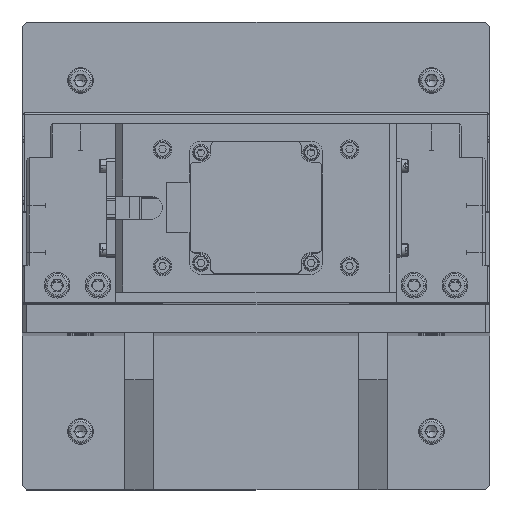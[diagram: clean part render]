
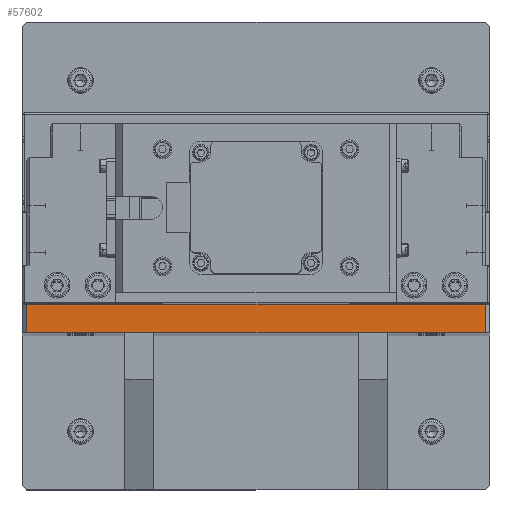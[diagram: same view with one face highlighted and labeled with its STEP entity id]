
A CAD part, top view. The second image highlights one B-rep face of the part: STEP entity #57602.
In plain terms, the highlighted planar face has unit normal (0, 0, 1).
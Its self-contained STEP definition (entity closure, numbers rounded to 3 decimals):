
#2212 = DIRECTION ( 'NONE',  ( 0., 0., -1. ) ) ;
#2297 = CARTESIAN_POINT ( 'NONE',  ( -98., 0., 299. ) ) ;
#4122 = EDGE_CURVE ( 'NONE', #27403, #7024, #20588, .T. ) ;
#5005 = EDGE_CURVE ( 'NONE', #31700, #27403, #29385, .T. ) ;
#5273 = LINE ( 'NONE', #8230, #30400 ) ;
#6562 = DIRECTION ( 'NONE',  ( 0., 1., 0. ) ) ;
#7024 = VERTEX_POINT ( 'NONE', #2297 ) ;
#7148 = DIRECTION ( 'NONE',  ( 0., 1., 0. ) ) ;
#8230 = CARTESIAN_POINT ( 'NONE',  ( -100., -12., 299. ) ) ;
#14556 = EDGE_LOOP ( 'NONE', ( #17038, #38513, #15297, #42683 ) ) ;
#15297 = ORIENTED_EDGE ( 'NONE', *, *, #46540, .F. ) ;
#17038 = ORIENTED_EDGE ( 'NONE', *, *, #4122, .T. ) ;
#17142 = DIRECTION ( 'NONE',  ( -1., 0., 0. ) ) ;
#20588 = LINE ( 'NONE', #49599, #46516 ) ;
#20731 = DIRECTION ( 'NONE',  ( 0., -1., 0. ) ) ;
#21935 = FACE_OUTER_BOUND ( 'NONE', #14556, .T. ) ;
#23801 = VERTEX_POINT ( 'NONE', #51156 ) ;
#27403 = VERTEX_POINT ( 'NONE', #49872 ) ;
#29385 = LINE ( 'NONE', #39413, #56779 ) ;
#30400 = VECTOR ( 'NONE', #36731, 1000. ) ;
#30494 = CARTESIAN_POINT ( 'NONE',  ( -100., -12., 299. ) ) ;
#31700 = VERTEX_POINT ( 'NONE', #41108 ) ;
#36731 = DIRECTION ( 'NONE',  ( -1., 0., 0. ) ) ;
#38513 = ORIENTED_EDGE ( 'NONE', *, *, #58942, .T. ) ;
#39413 = CARTESIAN_POINT ( 'NONE',  ( 98., -12., 299. ) ) ;
#39565 = CARTESIAN_POINT ( 'NONE',  ( -98., -12., 299. ) ) ;
#41108 = CARTESIAN_POINT ( 'NONE',  ( 98., -12., 299. ) ) ;
#42683 = ORIENTED_EDGE ( 'NONE', *, *, #5005, .T. ) ;
#43297 = LINE ( 'NONE', #39565, #60971 ) ;
#46516 = VECTOR ( 'NONE', #17142, 1000. ) ;
#46540 = EDGE_CURVE ( 'NONE', #31700, #23801, #5273, .T. ) ;
#47451 = AXIS2_PLACEMENT_3D ( 'NONE', #30494, #2212, #7148 ) ;
#49599 = CARTESIAN_POINT ( 'NONE',  ( -100., 0., 299. ) ) ;
#49872 = CARTESIAN_POINT ( 'NONE',  ( 98., 0., 299. ) ) ;
#51156 = CARTESIAN_POINT ( 'NONE',  ( -98., -12., 299. ) ) ;
#56779 = VECTOR ( 'NONE', #6562, 1000. ) ;
#57602 = ADVANCED_FACE ( 'NONE', ( #21935 ), #58800, .F. ) ;
#58800 = PLANE ( 'NONE',  #47451 ) ;
#58942 = EDGE_CURVE ( 'NONE', #7024, #23801, #43297, .T. ) ;
#60971 = VECTOR ( 'NONE', #20731, 1000. ) ;
